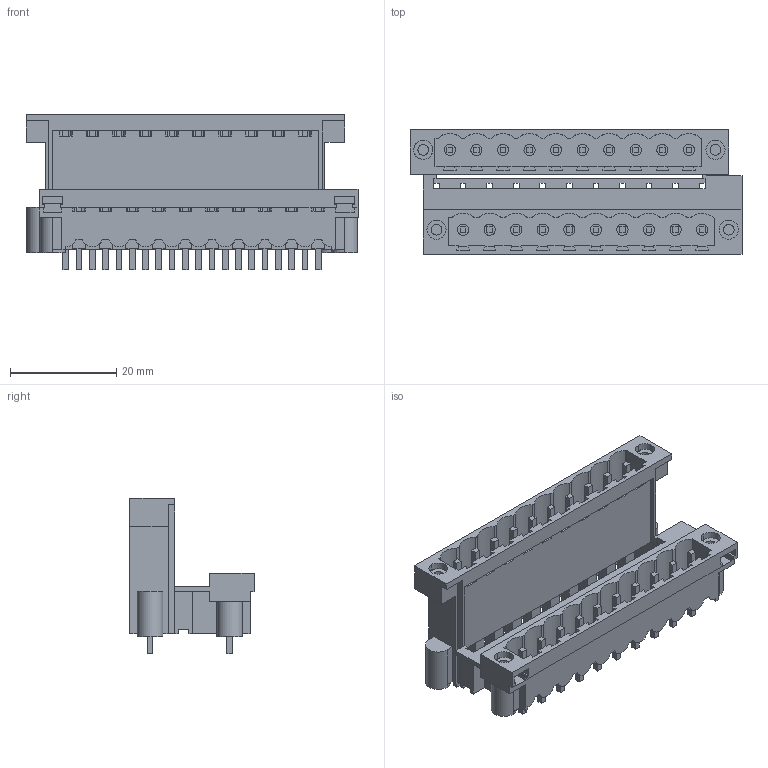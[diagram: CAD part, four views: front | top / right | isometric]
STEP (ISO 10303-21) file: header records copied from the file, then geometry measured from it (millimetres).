
FILE_DESCRIPTION(('CATIA V5 STEP Exchange','CAx-IF Rec.Pracs.--- Model Styling and Organization---1.2---2011-12-15'),'2;1');
FILE_NAME ('D1458331_0_1881340000_1881340000.stp','2018-03-30T11:58:01+00:00',('none'),('Weidmueller'),'CATIA Version 5-6 Release 2014','CATIA V5 STEP AP214','none');
FILE_SCHEMA(('AUTOMOTIVE_DESIGN { 1 0 10303 214 1 1 1 1 }'));
Length unit declared in the file: millimetre
Products named in the file (1): 1881340000
Bounding box: 62.5 x 23.43 x 29.36 mm (x, y, z)
Volume: 9760.8 mm3; surface area: 15852.9 mm2
Topology: 25 solids, 25 shells, 895 faces, 2719 edges, 1849 vertices
Faces by surface type: plane 790, cylinder 105
Entity records: 30157 total; most frequent: CARTESIAN_POINT 5518, ORIENTED_EDGE 5438, DIRECTION 4094, EDGE_CURVE 2719, VECTOR 2451, LINE 2451, VERTEX_POINT 1849, EDGE_LOOP 990
